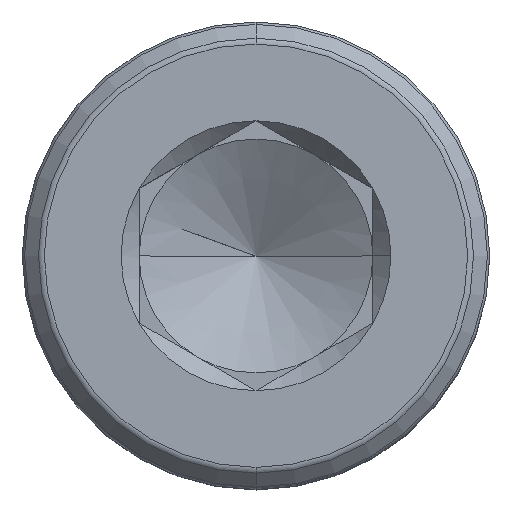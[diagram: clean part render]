
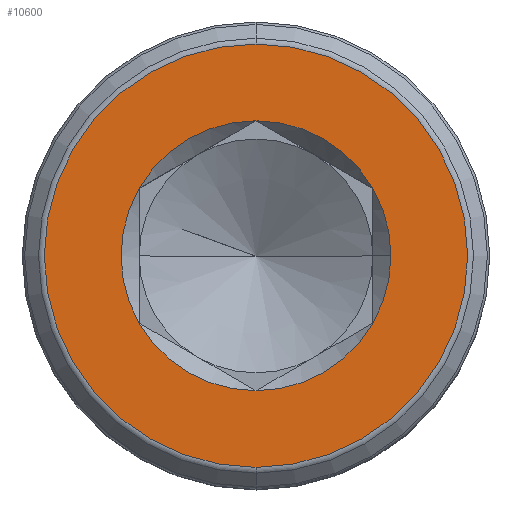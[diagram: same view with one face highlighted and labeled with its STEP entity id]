
A CAD part, top view. The second image highlights one B-rep face of the part: STEP entity #10600.
In plain terms, the highlighted planar face has unit normal (0, 0, 1).
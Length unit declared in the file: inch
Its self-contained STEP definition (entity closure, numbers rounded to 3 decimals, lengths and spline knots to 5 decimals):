
#40 = VERTEX_POINT ( 'NONE', #1467 ) ;
#182 = EDGE_CURVE ( 'NONE', #3264, #6468, #3485, .T. ) ;
#285 = CIRCLE ( 'NONE', #7743, 0.10825 ) ;
#501 = DIRECTION ( 'NONE',  ( 0., 0., 1. ) ) ;
#756 = ORIENTED_EDGE ( 'NONE', *, *, #9854, .T. ) ;
#847 = CARTESIAN_POINT ( 'NONE',  ( 0., -0.10825, 1. ) ) ;
#862 = DIRECTION ( 'NONE',  ( 1., 0., 0. ) ) ;
#884 = DIRECTION ( 'NONE',  ( 0., 0., 1. ) ) ;
#888 = CARTESIAN_POINT ( 'NONE',  ( -0.09375, -0.05413, 1. ) ) ;
#929 = AXIS2_PLACEMENT_3D ( 'NONE', #3206, #1973, #13328 ) ;
#1046 = FACE_OUTER_BOUND ( 'NONE', #8575, .T. ) ;
#1467 = CARTESIAN_POINT ( 'NONE',  ( 0.10825, 0., 1. ) ) ;
#1645 = DIRECTION ( 'NONE',  ( 1., 0., 0. ) ) ;
#1682 = CARTESIAN_POINT ( 'NONE',  ( 0., 0., 1. ) ) ;
#1745 = ORIENTED_EDGE ( 'NONE', *, *, #182, .F. ) ;
#1973 = DIRECTION ( 'NONE',  ( 0., 0., 1. ) ) ;
#1981 = PLANE ( 'NONE',  #2457 ) ;
#2222 = CARTESIAN_POINT ( 'NONE',  ( 0., 0., 1. ) ) ;
#2427 = VERTEX_POINT ( 'NONE', #888 ) ;
#2457 = AXIS2_PLACEMENT_3D ( 'NONE', #7631, #7530, #5208 ) ;
#2658 = CIRCLE ( 'NONE', #5401, 0.10825 ) ;
#2766 = DIRECTION ( 'NONE',  ( 0., 0., 1. ) ) ;
#2845 = CIRCLE ( 'NONE', #11502, 0.10825 ) ;
#3068 = CARTESIAN_POINT ( 'NONE',  ( 0., 0.10825, 1. ) ) ;
#3078 = VERTEX_POINT ( 'NONE', #7011 ) ;
#3206 = CARTESIAN_POINT ( 'NONE',  ( 0., 0., 1. ) ) ;
#3264 = VERTEX_POINT ( 'NONE', #9372 ) ;
#3485 = CIRCLE ( 'NONE', #5933, 0.10825 ) ;
#3564 = AXIS2_PLACEMENT_3D ( 'NONE', #1682, #10618, #11875 ) ;
#3712 = EDGE_CURVE ( 'NONE', #14564, #9123, #11844, .T. ) ;
#3795 = VERTEX_POINT ( 'NONE', #6090 ) ;
#4649 = EDGE_CURVE ( 'NONE', #6468, #3078, #285, .T. ) ;
#5208 = DIRECTION ( 'NONE',  ( 0., 1., 0. ) ) ;
#5267 = ORIENTED_EDGE ( 'NONE', *, *, #13342, .F. ) ;
#5401 = AXIS2_PLACEMENT_3D ( 'NONE', #14183, #501, #1645 ) ;
#5494 = DIRECTION ( 'NONE',  ( 1., 0., 0. ) ) ;
#5655 = FACE_BOUND ( 'NONE', #12474, .T. ) ;
#5858 = DIRECTION ( 'NONE',  ( 0., 0., 1. ) ) ;
#5933 = AXIS2_PLACEMENT_3D ( 'NONE', #13748, #12487, #7998 ) ;
#6090 = CARTESIAN_POINT ( 'NONE',  ( 0., -0.16978, 1. ) ) ;
#6202 = CIRCLE ( 'NONE', #14106, 0.10825 ) ;
#6404 = CIRCLE ( 'NONE', #929, 0.16978 ) ;
#6447 = DIRECTION ( 'NONE',  ( 1., 0., 0. ) ) ;
#6468 = VERTEX_POINT ( 'NONE', #3068 ) ;
#6940 = DIRECTION ( 'NONE',  ( 0., -1., 0. ) ) ;
#7011 = CARTESIAN_POINT ( 'NONE',  ( -0.09375, 0.05413, 1. ) ) ;
#7222 = ORIENTED_EDGE ( 'NONE', *, *, #10263, .F. ) ;
#7398 = ORIENTED_EDGE ( 'NONE', *, *, #10671, .F. ) ;
#7530 = DIRECTION ( 'NONE',  ( 0., 0., -1. ) ) ;
#7561 = CARTESIAN_POINT ( 'NONE',  ( 0., 0.16978, 1. ) ) ;
#7596 = AXIS2_PLACEMENT_3D ( 'NONE', #14469, #14376, #6447 ) ;
#7609 = CARTESIAN_POINT ( 'NONE',  ( 0., 0., 1. ) ) ;
#7627 = CIRCLE ( 'NONE', #12455, 0.16978 ) ;
#7631 = CARTESIAN_POINT ( 'NONE',  ( 0., 0.16978, 1. ) ) ;
#7743 = AXIS2_PLACEMENT_3D ( 'NONE', #7609, #14358, #862 ) ;
#7769 = EDGE_CURVE ( 'NONE', #2427, #14564, #2845, .T. ) ;
#7998 = DIRECTION ( 'NONE',  ( 1., 0., 0. ) ) ;
#8575 = EDGE_LOOP ( 'NONE', ( #756, #10031 ) ) ;
#9123 = VERTEX_POINT ( 'NONE', #13005 ) ;
#9255 = CARTESIAN_POINT ( 'NONE',  ( 0., 0., 1. ) ) ;
#9329 = EDGE_CURVE ( 'NONE', #11772, #3795, #6404, .T. ) ;
#9372 = CARTESIAN_POINT ( 'NONE',  ( 0.09375, 0.05413, 1. ) ) ;
#9571 = CIRCLE ( 'NONE', #7596, 0.10825 ) ;
#9854 = EDGE_CURVE ( 'NONE', #3795, #11772, #7627, .T. ) ;
#10031 = ORIENTED_EDGE ( 'NONE', *, *, #9329, .T. ) ;
#10263 = EDGE_CURVE ( 'NONE', #9123, #40, #2658, .T. ) ;
#10343 = ORIENTED_EDGE ( 'NONE', *, *, #7769, .F. ) ;
#10600 = ADVANCED_FACE ( 'NONE', ( #5655, #1046 ), #1981, .F. ) ;
#10618 = DIRECTION ( 'NONE',  ( 0., 0., 1. ) ) ;
#10671 = EDGE_CURVE ( 'NONE', #40, #3264, #6202, .T. ) ;
#11458 = ORIENTED_EDGE ( 'NONE', *, *, #3712, .F. ) ;
#11502 = AXIS2_PLACEMENT_3D ( 'NONE', #12963, #2766, #14220 ) ;
#11772 = VERTEX_POINT ( 'NONE', #7561 ) ;
#11844 = CIRCLE ( 'NONE', #3564, 0.10825 ) ;
#11875 = DIRECTION ( 'NONE',  ( 1., 0., 0. ) ) ;
#12455 = AXIS2_PLACEMENT_3D ( 'NONE', #9255, #5858, #6940 ) ;
#12474 = EDGE_LOOP ( 'NONE', ( #13305, #1745, #7398, #7222, #11458, #10343, #5267 ) ) ;
#12487 = DIRECTION ( 'NONE',  ( 0., 0., 1. ) ) ;
#12963 = CARTESIAN_POINT ( 'NONE',  ( 0., 0., 1. ) ) ;
#13005 = CARTESIAN_POINT ( 'NONE',  ( 0.09375, -0.05413, 1. ) ) ;
#13305 = ORIENTED_EDGE ( 'NONE', *, *, #4649, .F. ) ;
#13328 = DIRECTION ( 'NONE',  ( 0., -1., 0. ) ) ;
#13342 = EDGE_CURVE ( 'NONE', #3078, #2427, #9571, .T. ) ;
#13748 = CARTESIAN_POINT ( 'NONE',  ( 0., 0., 1. ) ) ;
#14106 = AXIS2_PLACEMENT_3D ( 'NONE', #2222, #884, #5494 ) ;
#14183 = CARTESIAN_POINT ( 'NONE',  ( 0., 0., 1. ) ) ;
#14220 = DIRECTION ( 'NONE',  ( 1., 0., 0. ) ) ;
#14358 = DIRECTION ( 'NONE',  ( 0., 0., 1. ) ) ;
#14376 = DIRECTION ( 'NONE',  ( 0., 0., 1. ) ) ;
#14469 = CARTESIAN_POINT ( 'NONE',  ( 0., 0., 1. ) ) ;
#14564 = VERTEX_POINT ( 'NONE', #847 ) ;
